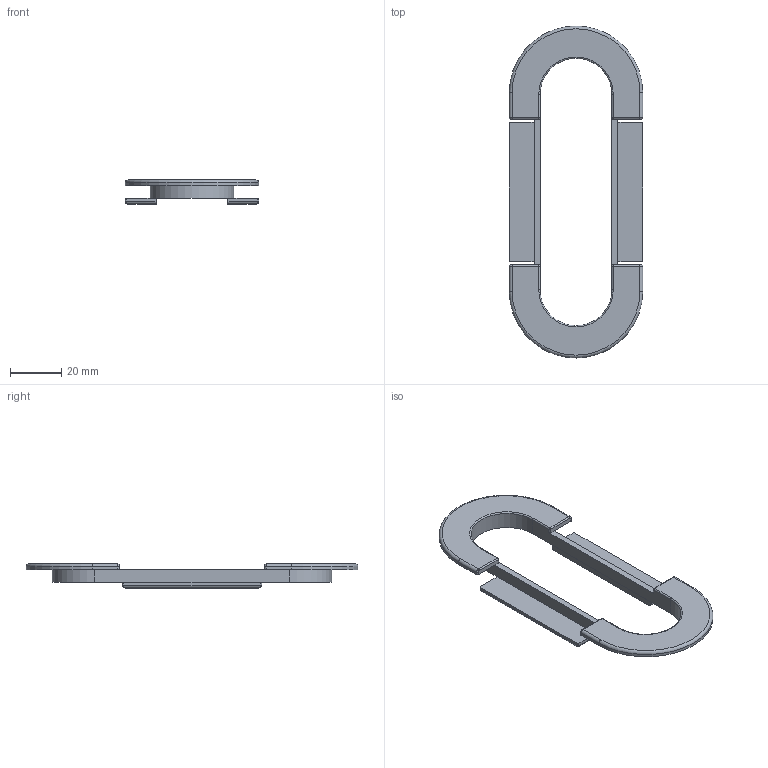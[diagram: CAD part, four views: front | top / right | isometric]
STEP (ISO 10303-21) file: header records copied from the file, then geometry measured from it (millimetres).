
FILE_DESCRIPTION(('', 'CAx-IF Rec.Pracs.---Representation and Presentation of Product Manufacturing Information (PMI)---4.0---2014-10-13'),'2;1');
FILE_NAME('SGN1022.STP', '2021-04-29T18:26:59',(''), (''), 'Kubotek Kosmos Version 3.0.7268.7268', 'KeyCreator Pro', '');
FILE_SCHEMA(('AP242_MANAGED_MODEL_BASED_3D_ENGINEERING_MIM_LF { 1 0 10303 442 1 1 4 }'));
Length unit declared in the file: inch
Bounding box: 52.4 x 130.18 x 9.42 mm (x, y, z)
Volume: 10318.9 mm3; surface area: 10505.5 mm2
Topology: 1 solids, 1 shells, 83 faces, 202 edges, 116 vertices
Faces by surface type: cylinder 36, plane 31, torus 8, bspline 4, sphere 4
Entity records: 2780 total; most frequent: CARTESIAN_POINT 818, DIRECTION 430, ORIENTED_EDGE 396, EDGE_CURVE 198, AXIS2_PLACEMENT_3D 160, VERTEX_POINT 116, VECTOR 110, LINE 110
